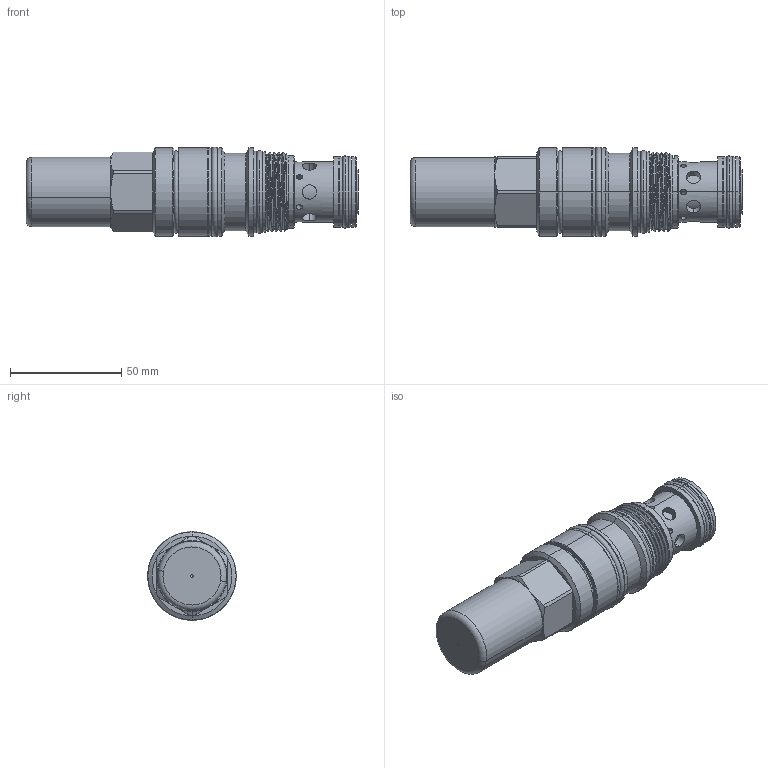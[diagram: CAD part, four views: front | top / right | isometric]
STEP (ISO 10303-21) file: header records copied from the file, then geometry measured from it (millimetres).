
FILE_DESCRIPTION (( 'STEP AP203' ), '1' );
FILE_NAME ('SC17A20-C.STEP', '2020-03-25T03:22:53', ( '' ), ( '' ), 'SwSTEP 2.0', 'SolidWorks 2018', '' );
FILE_SCHEMA (( 'CONFIG_CONTROL_DESIGN' ));
Length unit declared in the file: millimetre
Products named in the file (1): SC17A20-C
Bounding box: 149.3 x 40.39 x 40.39 mm (x, y, z)
Volume: 115361.4 mm3; surface area: 37846.6 mm2
Topology: 9 solids, 10 shells, 389 faces, 896 edges, 546 vertices
Faces by surface type: cylinder 182, plane 81, cone 66, torus 50, bspline 9, sphere 1
Entity records: 19522 total; most frequent: CARTESIAN_POINT 10850, DIRECTION 1833, ORIENTED_EDGE 1784, EDGE_CURVE 892, AXIS2_PLACEMENT_3D 773, VERTEX_POINT 545, EDGE_LOOP 435, CIRCLE 392
